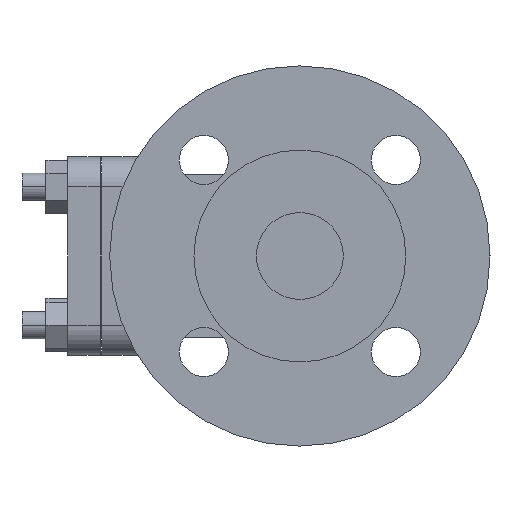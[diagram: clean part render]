
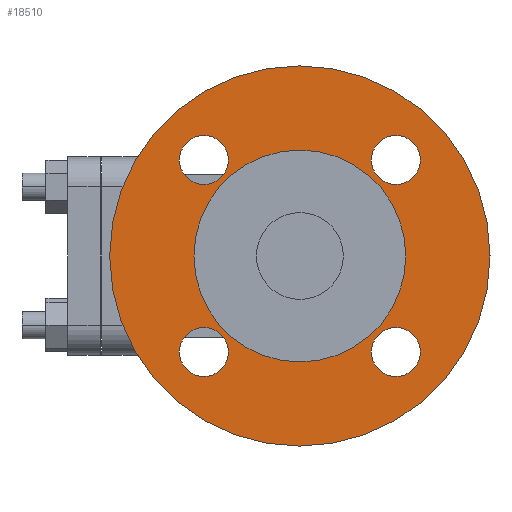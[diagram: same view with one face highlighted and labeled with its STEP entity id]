
A CAD part, left-side view. The second image highlights one B-rep face of the part: STEP entity #18510.
In plain terms, the highlighted planar face has unit normal (-1, 0, 0).
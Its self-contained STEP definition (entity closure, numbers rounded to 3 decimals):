
#610=CARTESIAN_POINT('',(2.,-39.,0.));
#620=VERTEX_POINT('',#610);
#780=CARTESIAN_POINT('',(2.,39.,0.));
#790=VERTEX_POINT('',#780);
#820=CARTESIAN_POINT('',(2.,0.,0.));
#830=DIRECTION('',(-1.,0.,0.));
#840=DIRECTION('',(0.,1.,0.));
#850=AXIS2_PLACEMENT_3D('',#820,#830,#840);
#860=CIRCLE('',#850,39.);
#870=EDGE_CURVE('',#620,#790,#860,.T.);
#3330=CARTESIAN_POINT('',(2.,0.,-70.));
#3340=VERTEX_POINT('',#3330);
#3370=CARTESIAN_POINT('',(2.,0.,0.));
#3380=DIRECTION('',(1.,0.,0.));
#3390=DIRECTION('',(0.,0.,-1.));
#3400=AXIS2_PLACEMENT_3D('',#3370,#3380,#3390);
#3410=CIRCLE('',#3400,70.);
#3420=CARTESIAN_POINT('',(2.,0.,70.));
#3430=VERTEX_POINT('',#3420);
#3440=EDGE_CURVE('',#3430,#3340,#3410,.T.);
#3820=CARTESIAN_POINT('',(2.,35.355,-44.355));
#3830=VERTEX_POINT('',#3820);
#3990=CARTESIAN_POINT('',(2.,35.355,-26.355));
#4000=VERTEX_POINT('',#3990);
#4030=CARTESIAN_POINT('',(2.,35.355,-35.355));
#4040=DIRECTION('',(1.,0.,0.));
#4050=DIRECTION('',(0.,0.,-1.));
#4060=AXIS2_PLACEMENT_3D('',#4030,#4040,#4050);
#4070=CIRCLE('',#4060,9.);
#4080=EDGE_CURVE('',#4000,#3830,#4070,.T.);
#4310=CARTESIAN_POINT('',(2.,-35.355,-44.355));
#4320=VERTEX_POINT('',#4310);
#4350=CARTESIAN_POINT('',(2.,-35.355,-35.355));
#4360=DIRECTION('',(1.,0.,0.));
#4370=DIRECTION('',(0.,0.,-1.));
#4380=AXIS2_PLACEMENT_3D('',#4350,#4360,#4370);
#4390=CIRCLE('',#4380,9.);
#4400=CARTESIAN_POINT('',(2.,-35.355,-26.355));
#4410=VERTEX_POINT('',#4400);
#4420=EDGE_CURVE('',#4320,#4410,#4390,.T.);
#4800=CARTESIAN_POINT('',(2.,35.355,44.355));
#4810=VERTEX_POINT('',#4800);
#4970=CARTESIAN_POINT('',(2.,35.355,26.355));
#4980=VERTEX_POINT('',#4970);
#5010=CARTESIAN_POINT('',(2.,35.355,35.355));
#5020=DIRECTION('',(1.,0.,0.));
#5030=DIRECTION('',(0.,0.,-1.));
#5040=AXIS2_PLACEMENT_3D('',#5010,#5020,#5030);
#5050=CIRCLE('',#5040,9.);
#5060=EDGE_CURVE('',#4980,#4810,#5050,.T.);
#5290=CARTESIAN_POINT('',(2.,-35.355,26.355));
#5300=VERTEX_POINT('',#5290);
#5330=CARTESIAN_POINT('',(2.,-35.355,35.355));
#5340=DIRECTION('',(1.,0.,0.));
#5350=DIRECTION('',(0.,0.,-1.));
#5360=AXIS2_PLACEMENT_3D('',#5330,#5340,#5350);
#5370=CIRCLE('',#5360,9.);
#5380=CARTESIAN_POINT('',(2.,-35.355,44.355));
#5390=VERTEX_POINT('',#5380);
#5400=EDGE_CURVE('',#5300,#5390,#5370,.T.);
#18160=CARTESIAN_POINT('',(2.,0.,0.));
#18170=DIRECTION('',(1.,0.,0.));
#18180=DIRECTION('',(0.,0.,-1.));
#18190=AXIS2_PLACEMENT_3D('',#18160,#18170,#18180);
#18200=PLANE('',#18190);
#18210=ORIENTED_EDGE('',*,*,#5400,.T.);
#18220=EDGE_CURVE('',#5390,#5300,#5370,.T.);
#18230=ORIENTED_EDGE('',*,*,#18220,.T.);
#18240=EDGE_LOOP('',(#18230,#18210));
#18250=FACE_BOUND('',#18240,.T.);
#18260=EDGE_CURVE('',#4810,#4980,#5050,.T.);
#18270=ORIENTED_EDGE('',*,*,#18260,.T.);
#18280=ORIENTED_EDGE('',*,*,#5060,.T.);
#18290=EDGE_LOOP('',(#18280,#18270));
#18300=FACE_BOUND('',#18290,.T.);
#18310=EDGE_CURVE('',#4410,#4320,#4390,.T.);
#18320=ORIENTED_EDGE('',*,*,#18310,.T.);
#18330=ORIENTED_EDGE('',*,*,#4420,.T.);
#18340=EDGE_LOOP('',(#18330,#18320));
#18350=FACE_BOUND('',#18340,.T.);
#18360=EDGE_CURVE('',#3830,#4000,#4070,.T.);
#18370=ORIENTED_EDGE('',*,*,#18360,.T.);
#18380=ORIENTED_EDGE('',*,*,#4080,.T.);
#18390=EDGE_LOOP('',(#18380,#18370));
#18400=FACE_BOUND('',#18390,.T.);
#18410=ORIENTED_EDGE('',*,*,#3440,.F.);
#18420=EDGE_CURVE('',#3340,#3430,#3410,.T.);
#18430=ORIENTED_EDGE('',*,*,#18420,.F.);
#18440=EDGE_LOOP('',(#18430,#18410));
#18450=FACE_OUTER_BOUND('',#18440,.T.);
#18460=EDGE_CURVE('',#790,#620,#860,.T.);
#18470=ORIENTED_EDGE('',*,*,#18460,.F.);
#18480=ORIENTED_EDGE('',*,*,#870,.F.);
#18490=EDGE_LOOP('',(#18480,#18470));
#18500=FACE_BOUND('',#18490,.T.);
#18510=ADVANCED_FACE('',(#18250,#18300,#18350,#18400,#18450,#18500),
#18200,.F.);
